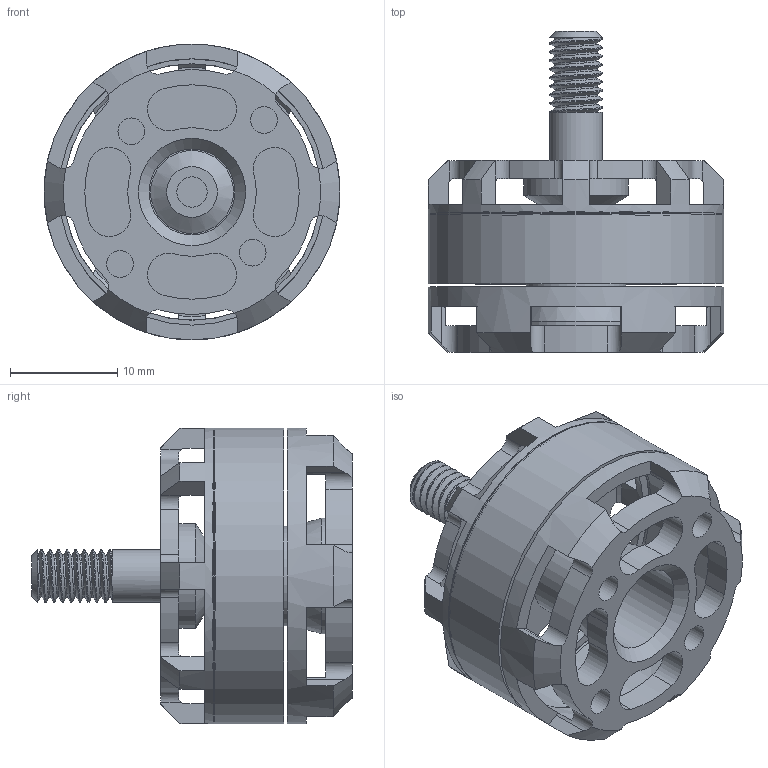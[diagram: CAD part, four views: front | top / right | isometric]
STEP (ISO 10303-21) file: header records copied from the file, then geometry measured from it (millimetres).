
FILE_DESCRIPTION(/* description */ (''),/* implementation_level */ '2;1');
FILE_NAME(/* name */ 'cedba022-2f6f-4829-879d-aca7024e99c2.stp',/* time_stamp */ '2022-10-31T22:46:44Z',/* author */ (''),/* organization */ (''),/* preprocessor_version */ 'ST-DEVELOPER v19.2',/* originating_system */ 'Autodesk Translation Framework v11.17.0.187',/* authorisation */ '');
FILE_SCHEMA (('AUTOMOTIVE_DESIGN { 1 0 10303 214 3 1 1 }'));
Length unit declared in the file: millimetre
Products named in the file (2): RS2205 Readytosky; Component1
Assembly tree (1 placements, depth 2):
  RS2205 Readytosky
    Component1
Bounding box: 27.6 x 29.95 x 27.6 mm (x, y, z)
Volume: 2982.7 mm3; surface area: 5295.7 mm2
Topology: 3 solids, 3 shells, 184 faces, 621 edges, 423 vertices
Faces by surface type: cylinder 94, plane 58, cone 30, bspline 2
Full cylindrical faces by diameter (mm): 2.5 x4, 2.83 x1, 3.99 x8, 4.901 x9, 7.746 x1, 8 x1, 9.267 x1, 9.791 x1, 10.763 x1, 23.931 x1, 24.848 x1, 25.546 x2, 27.6 x3
Entity records: 12902 total; most frequent: CARTESIAN_POINT 7574, ORIENTED_EDGE 1188, DIRECTION 1084, EDGE_CURVE 594, AXIS2_PLACEMENT_3D 431, VERTEX_POINT 405, CIRCLE 254, LINE 222
